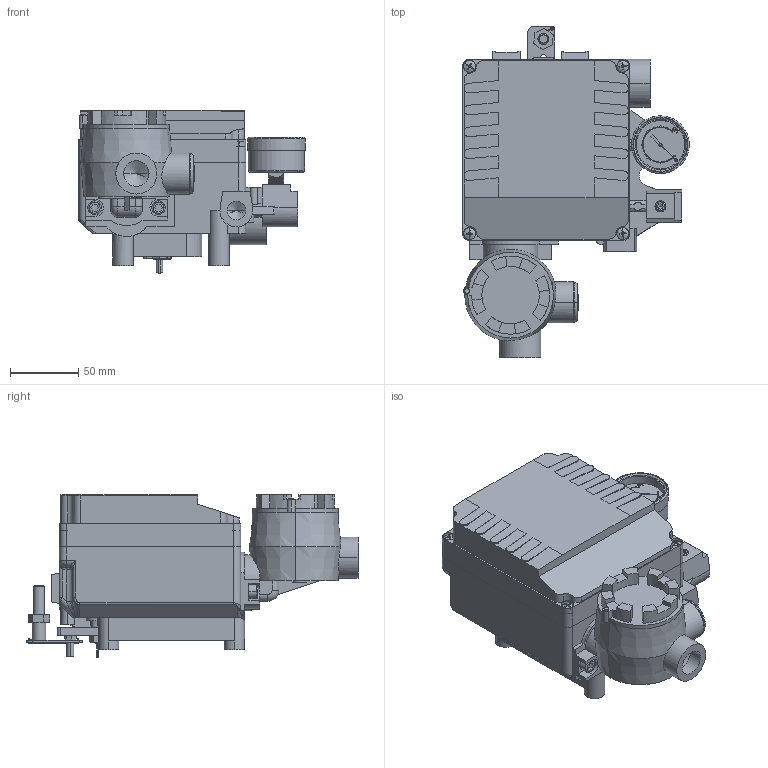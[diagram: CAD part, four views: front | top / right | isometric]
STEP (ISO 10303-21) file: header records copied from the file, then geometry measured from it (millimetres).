
FILE_DESCRIPTION (( 'STEP AP214' ), '1' );
FILE_NAME ('SCBF-REP-1000RD.STEP', '2025-11-03T10:18:37', ( 'KTP' ), ( '' ), 'SwSTEP 2.0', 'SolidWorks 2021', '' );
FILE_SCHEMA (( 'AUTOMOTIVE_DESIGN' ));
Length unit declared in the file: millimetre
Products named in the file (9): Niz positionera polniy; M5x20; Manometr; Zagluska D8; Plita osnova; SoedinitelnoeUshko; SCBF-REP-1000RD; Verh positionera; Ì6õ1
Assembly tree (11 placements, depth 2):
  SCBF-REP-1000RD
    Niz positionera polniy
    Verh positionera
    M5x20  x4
    Zagluska D8
    Manometr
    Plita osnova
    Ì6õ1
    SoedinitelnoeUshko
Bounding box: 165.58 x 242.65 x 119 mm (x, y, z)
Volume: 1746172.2 mm3; surface area: 179610.4 mm2
Topology: 10 solids, 11 shells, 1212 faces, 3318 edges, 2140 vertices
Faces by surface type: plane 624, cylinder 338, cone 135, bspline 97, torus 18
Entity records: 46649 total; most frequent: CARTESIAN_POINT 19557, ORIENTED_EDGE 5934, DIRECTION 5031, EDGE_CURVE 2982, VERTEX_POINT 1949, AXIS2_PLACEMENT_3D 1708, LINE 1615, VECTOR 1615
